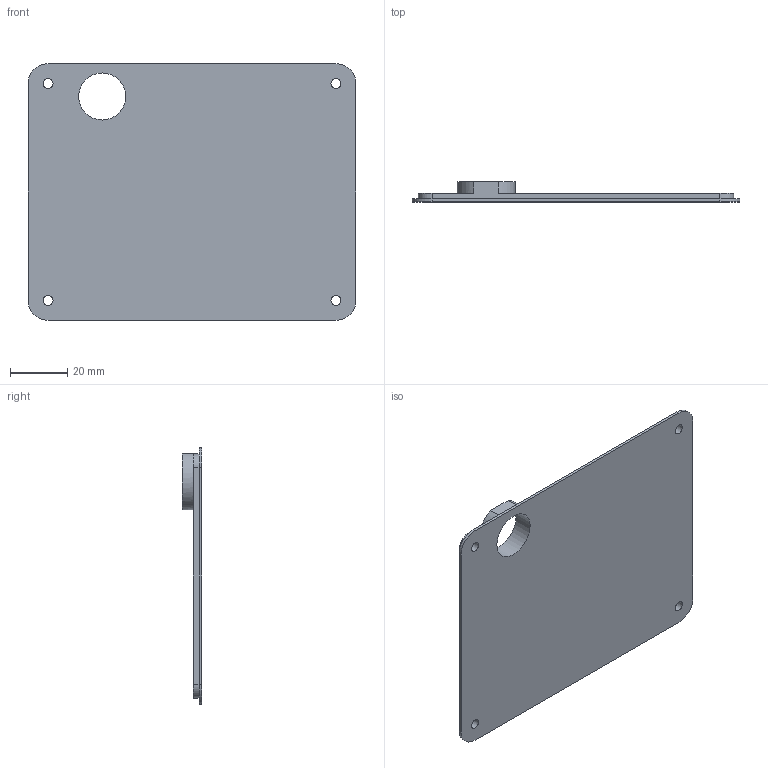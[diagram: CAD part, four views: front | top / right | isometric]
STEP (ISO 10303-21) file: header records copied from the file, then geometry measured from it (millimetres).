
FILE_DESCRIPTION(/* description */ (''),/* implementation_level */ '2;1');
FILE_NAME(/* name */ 'MiniCaseTop v8 inv.stp',/* time_stamp */ '2024-02-05T19:23:19+01:00',/* author */ ('Finja'),/* organization */ (''),/* preprocessor_version */ 'ST-DEVELOPER v19.2',/* originating_system */ 'Autodesk Inventor 2024',/* authorisation */ '');
FILE_SCHEMA (('AUTOMOTIVE_DESIGN { 1 0 10303 214 3 1 1 }'));
Length unit declared in the file: millimetre
Products named in the file (1): MiniCaseTop v8 inv
Bounding box: 115 x 7 x 90 mm (x, y, z)
Volume: 12617.7 mm3; surface area: 22908.3 mm2
Topology: 1 solids, 1 shells, 71 faces, 192 edges, 128 vertices
Faces by surface type: plane 29, cylinder 26, bspline 16
Full cylindrical faces by diameter (mm): 3.5 x4, 16.5 x1
Entity records: 2379 total; most frequent: CARTESIAN_POINT 580, ORIENTED_EDGE 384, DIRECTION 326, EDGE_CURVE 192, VERTEX_POINT 128, AXIS2_PLACEMENT_3D 110, LINE 106, VECTOR 106
